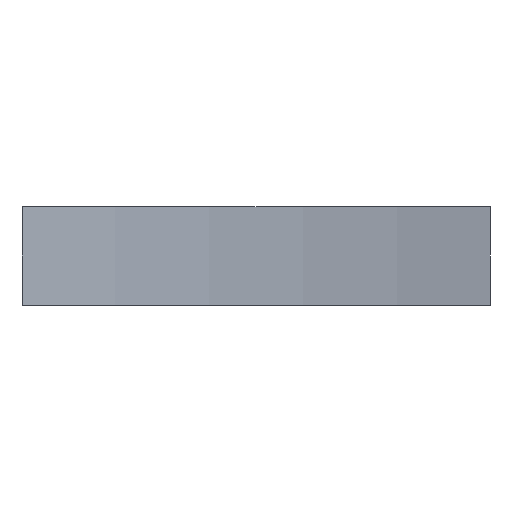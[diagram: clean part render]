
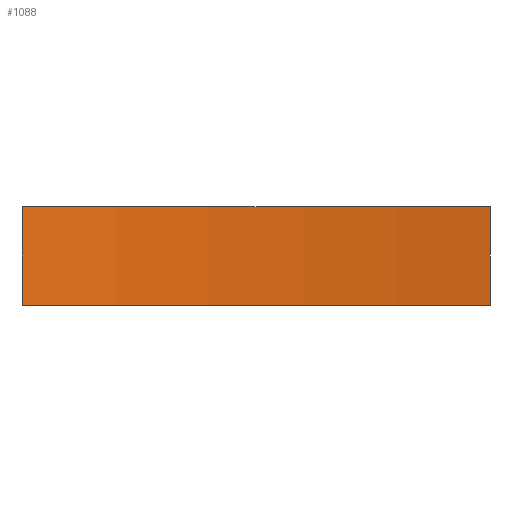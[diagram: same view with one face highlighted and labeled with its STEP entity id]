
A CAD part, left-side view. The second image highlights one B-rep face of the part: STEP entity #1088.
In plain terms, the highlighted cylindrical face has radius 140 mm (diameter 280 mm), a partial arc.
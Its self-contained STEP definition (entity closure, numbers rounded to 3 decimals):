
#103=FACE_OUTER_BOUND('',#167,.T.);
#167=EDGE_LOOP('',(#986,#987,#988,#989));
#209=LINE('',#1712,#297);
#258=LINE('',#1892,#346);
#297=VECTOR('',#1362,10.);
#346=VECTOR('',#1567,10.);
#353=CIRCLE('',#1112,140.);
#419=CIRCLE('',#1228,140.);
#428=VERTEX_POINT('',#1592);
#429=VERTEX_POINT('',#1594);
#474=VERTEX_POINT('',#1711);
#527=VERTEX_POINT('',#1890);
#537=EDGE_CURVE('',#428,#429,#353,.T.);
#596=EDGE_CURVE('',#474,#429,#209,.T.);
#685=EDGE_CURVE('',#527,#474,#419,.T.);
#686=EDGE_CURVE('',#527,#428,#258,.T.);
#986=ORIENTED_EDGE('',*,*,#685,.T.);
#987=ORIENTED_EDGE('',*,*,#596,.T.);
#988=ORIENTED_EDGE('',*,*,#537,.F.);
#989=ORIENTED_EDGE('',*,*,#686,.F.);
#1036=CYLINDRICAL_SURFACE('',#1227,140.);
#1088=ADVANCED_FACE('',(#103),#1036,.F.);
#1112=AXIS2_PLACEMENT_3D('',#1595,#1251,#1252);
#1227=AXIS2_PLACEMENT_3D('',#1889,#1563,#1564);
#1228=AXIS2_PLACEMENT_3D('',#1891,#1565,#1566);
#1251=DIRECTION('center_axis',(0.,0.,-1.));
#1252=DIRECTION('ref_axis',(-0.979,0.204,0.));
#1362=DIRECTION('',(0.,0.,1.));
#1563=DIRECTION('center_axis',(0.,0.,1.));
#1564=DIRECTION('ref_axis',(-0.979,0.204,0.));
#1565=DIRECTION('center_axis',(0.,0.,-1.));
#1566=DIRECTION('ref_axis',(-0.979,0.204,0.));
#1567=DIRECTION('',(0.,0.,1.));
#1592=CARTESIAN_POINT('',(-12.932,28.5,12.));
#1594=CARTESIAN_POINT('',(-12.932,-28.5,12.));
#1595=CARTESIAN_POINT('Origin',(-150.,0.,12.));
#1711=CARTESIAN_POINT('',(-12.932,-28.5,0.));
#1712=CARTESIAN_POINT('',(-12.932,-28.5,0.));
#1889=CARTESIAN_POINT('Origin',(-150.,0.,0.));
#1890=CARTESIAN_POINT('',(-12.932,28.5,0.));
#1891=CARTESIAN_POINT('Origin',(-150.,0.,0.));
#1892=CARTESIAN_POINT('',(-12.932,28.5,0.));
